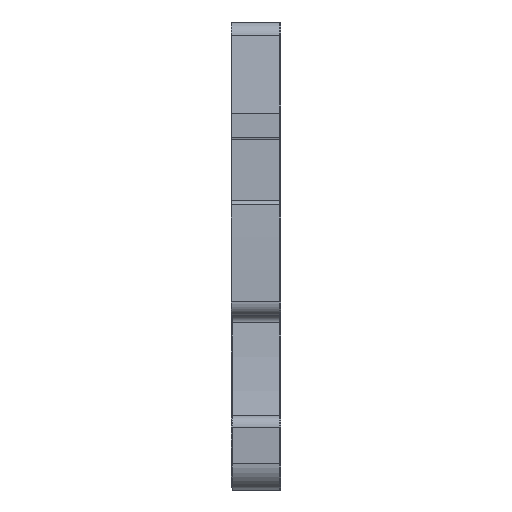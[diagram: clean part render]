
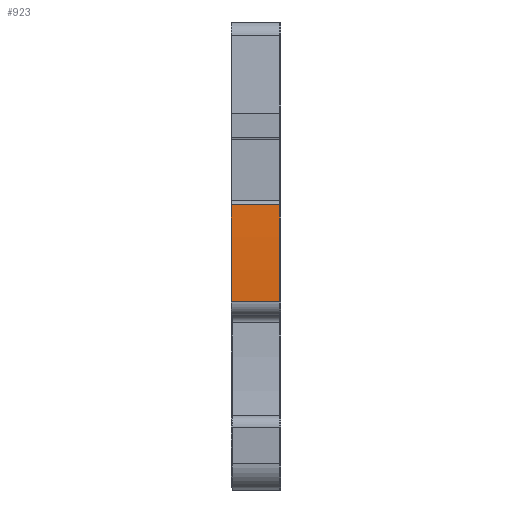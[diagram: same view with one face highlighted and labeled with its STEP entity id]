
A CAD part, front view. The second image highlights one B-rep face of the part: STEP entity #923.
In plain terms, the highlighted cylindrical face has radius 122.182 mm (diameter 244.364 mm), a partial arc.
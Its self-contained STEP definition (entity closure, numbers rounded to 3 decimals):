
#896=AXIS2_PLACEMENT_3D('Cylinder Axis2P3D',#893,#894,#895) ;
#900=AXIS2_PLACEMENT_3D('Circle Axis2P3D',#898,#899,$) ;
#914=AXIS2_PLACEMENT_3D('Circle Axis2P3D',#912,#913,$) ;
#871=CARTESIAN_POINT('Vertex',(0.,1.518,20.35)) ;
#874=CARTESIAN_POINT('Line Origine',(1.725,1.518,20.35)) ;
#878=CARTESIAN_POINT('Vertex',(3.45,1.518,20.35)) ;
#893=CARTESIAN_POINT('Axis2P3D Location',(1.75,123.656,17.05)) ;
#898=CARTESIAN_POINT('Axis2P3D Location',(0.,123.656,17.05)) ;
#902=CARTESIAN_POINT('Vertex',(0.,1.528,13.42)) ;
#905=CARTESIAN_POINT('Line Origine',(1.75,1.528,13.42)) ;
#909=CARTESIAN_POINT('Vertex',(3.45,1.528,13.42)) ;
#912=CARTESIAN_POINT('Axis2P3D Location',(3.45,123.656,17.05)) ;
#875=DIRECTION('Vector Direction',(-1.,0.,0.)) ;
#894=DIRECTION('Axis2P3D Direction',(1.,0.,0.)) ;
#895=DIRECTION('Axis2P3D XDirection',(0.,-0.992,0.126)) ;
#899=DIRECTION('Axis2P3D Direction',(1.,0.,0.)) ;
#906=DIRECTION('Vector Direction',(1.,0.,0.)) ;
#913=DIRECTION('Axis2P3D Direction',(1.,0.,0.)) ;
#876=VECTOR('Line Direction',#875,1.) ;
#907=VECTOR('Line Direction',#906,1.) ;
#918=ORIENTED_EDGE('',*,*,#880,.T.) ;
#919=ORIENTED_EDGE('',*,*,#904,.T.) ;
#920=ORIENTED_EDGE('',*,*,#911,.F.) ;
#921=ORIENTED_EDGE('',*,*,#916,.T.) ;
#923=ADVANCED_FACE('MLD 1',(#922),#897,.T.) ;
#901=CIRCLE('generated circle',#900,122.182) ;
#915=CIRCLE('generated circle',#914,122.182) ;
#897=CYLINDRICAL_SURFACE('generated cylinder',#896,122.182) ;
#880=EDGE_CURVE('',#879,#872,#877,.T.) ;
#904=EDGE_CURVE('',#872,#903,#901,.T.) ;
#911=EDGE_CURVE('',#910,#903,#908,.F.) ;
#916=EDGE_CURVE('',#910,#879,#915,.F.) ;
#917=EDGE_LOOP('',(#918,#919,#920,#921)) ;
#922=FACE_OUTER_BOUND('',#917,.T.) ;
#877=LINE('Line',#874,#876) ;
#908=LINE('Line',#905,#907) ;
#872=VERTEX_POINT('',#871) ;
#879=VERTEX_POINT('',#878) ;
#903=VERTEX_POINT('',#902) ;
#910=VERTEX_POINT('',#909) ;
